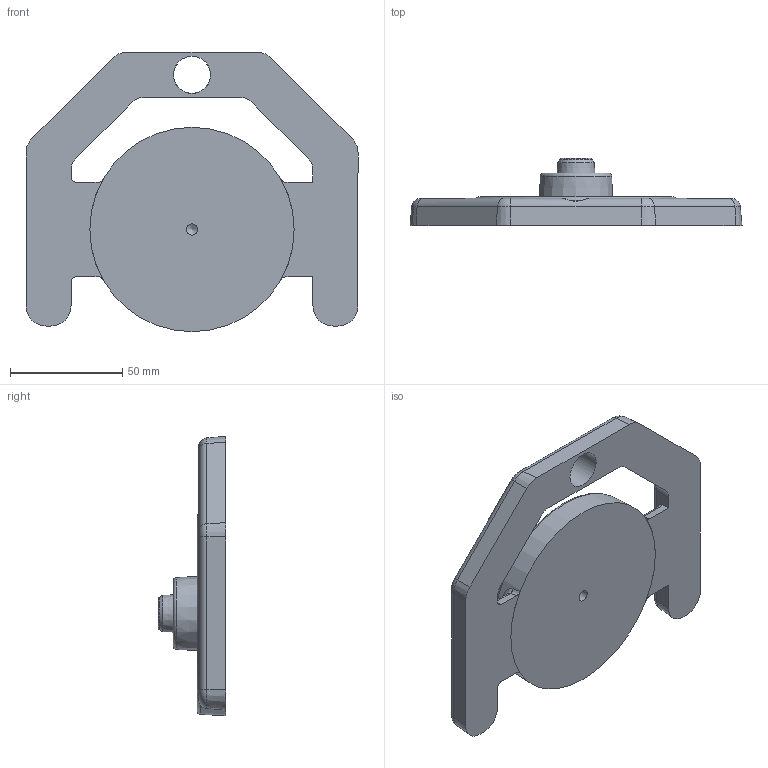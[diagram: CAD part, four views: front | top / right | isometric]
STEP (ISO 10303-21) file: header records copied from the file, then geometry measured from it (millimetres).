
FILE_DESCRIPTION(/* description */ (''),/* implementation_level */ '2;1');
FILE_NAME(/* name */ 'IND2107_A2022.step',/* time_stamp */ '2022-08-24T02:39:15-04:00',/* author */ (''),/* organization */ (''),/* preprocessor_version */ 'ST-DEVELOPER v19',/* originating_system */ 'Autodesk Translation Framework v11.7.0.108',/* authorisation */ '');
FILE_SCHEMA (('AUTOMOTIVE_DESIGN { 1 0 10303 214 3 1 1 }'));
Length unit declared in the file: millimetre
Products named in the file (1): Piece_corrige
Bounding box: 148.1 x 30 x 124.62 mm (x, y, z)
Volume: 128733.9 mm3; surface area: 41884.9 mm2
Topology: 2 solids, 2 shells, 202 faces, 478 edges, 281 vertices
Faces by surface type: bspline 52, plane 45, cylinder 42, torus 33, cone 20, sphere 10
Full cylindrical faces by diameter (mm): 5.1 x1, 16.51 x1
Entity records: 7260 total; most frequent: CARTESIAN_POINT 2837, ORIENTED_EDGE 954, DIRECTION 872, EDGE_CURVE 477, AXIS2_PLACEMENT_3D 369, VERTEX_POINT 281, CIRCLE 208, EDGE_LOOP 206
